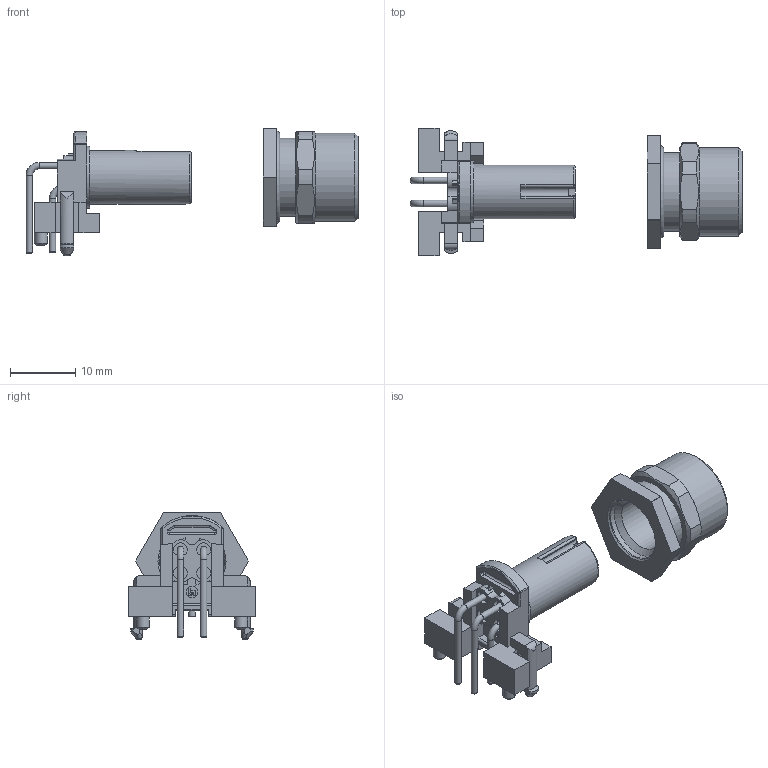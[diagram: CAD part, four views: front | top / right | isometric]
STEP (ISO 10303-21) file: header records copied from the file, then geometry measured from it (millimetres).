
FILE_DESCRIPTION(/* description */ (''),/* implementation_level */ '2;1');
FILE_NAME(/* name */ '99 3432 202 04 001_03_zweiteilig.stp',/* time_stamp */ '2020-04-07T11:53:39+02:00',/* author */ (''),/* organization */ (''),/* preprocessor_version */ 'ST-DEVELOPER v16',/* originating_system */ 'SIEMENS PLM Software NX 11.0',/* authorisation */ '');
FILE_SCHEMA (('AUTOMOTIVE_DESIGN { 1 0 10303 214 3 1 1 1 }'));
Length unit declared in the file: millimetre
Products named in the file (1): rhen2DB8BAA7ernm
Bounding box: 50.77 x 19.5 x 19.5 mm (x, y, z)
Volume: 2714 mm3; surface area: 3557.6 mm2
Topology: 3 solids, 4 shells, 340 faces, 917 edges, 643 vertices
Faces by surface type: plane 167, cylinder 100, cone 22, sphere 22, torus 21, bspline 6, revolution 2
Full cylindrical faces by diameter (mm): 1 x9, 1.8 x1, 2 x2, 2.1 x4, 8.2 x2, 9.5 x1, 9.8 x1, 10.773 x1, 11 x1, 12 x2, 13.5 x1, 14.5 x1
Entity records: 10554 total; most frequent: CARTESIAN_POINT 2220, DIRECTION 1718, ORIENTED_EDGE 1534, EDGE_CURVE 767, AXIS2_PLACEMENT_3D 611, VERTEX_POINT 513, LINE 494, VECTOR 494
